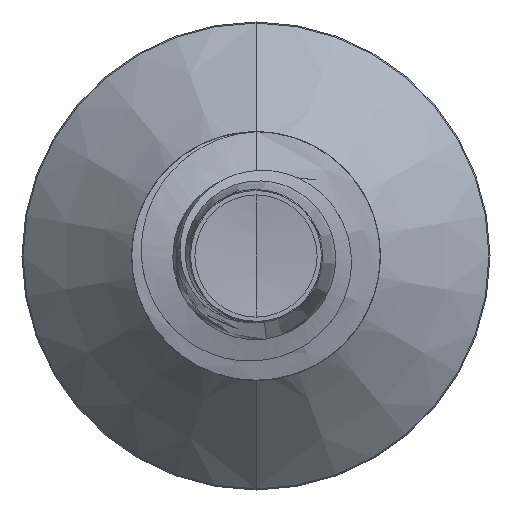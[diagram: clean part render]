
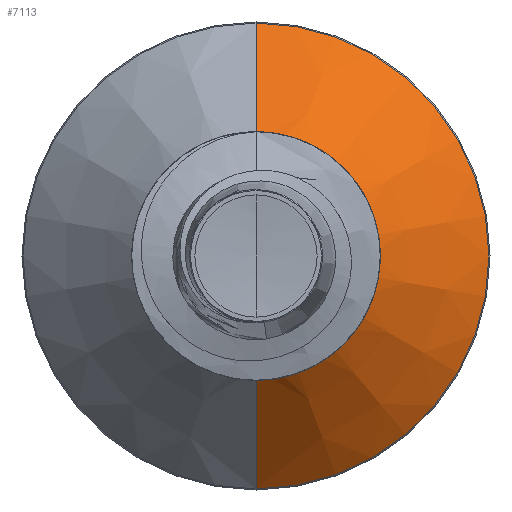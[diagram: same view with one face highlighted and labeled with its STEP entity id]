
A CAD part, front view. The second image highlights one B-rep face of the part: STEP entity #7113.
In plain terms, the highlighted conical face has half-angle 45 degrees and reference radius 2.744 mm.
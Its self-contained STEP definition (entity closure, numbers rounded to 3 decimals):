
#1016 = EDGE_CURVE ( 'NONE', #20231, #23141, #19552, .T. ) ;
#1983 = DIRECTION ( 'NONE',  ( 0., 1., 0. ) ) ;
#2381 = VERTEX_POINT ( 'NONE', #10916 ) ;
#6716 = FACE_OUTER_BOUND ( 'NONE', #11851, .T. ) ;
#7113 = ADVANCED_FACE ( 'NONE', ( #6716 ), #22116, .T. ) ;
#7301 = AXIS2_PLACEMENT_3D ( 'NONE', #10067, #1983, #11613 ) ;
#7674 = VECTOR ( 'NONE', #12383, 1000. ) ;
#8116 = CIRCLE ( 'NONE', #14720, 5.624 ) ;
#9087 = DIRECTION ( 'NONE',  ( 0., 0.707, -0.707 ) ) ;
#9901 = CARTESIAN_POINT ( 'NONE',  ( 0., 31.245, 2.745 ) ) ;
#10067 = CARTESIAN_POINT ( 'NONE',  ( 0., 31.245, 0. ) ) ;
#10916 = CARTESIAN_POINT ( 'NONE',  ( 0., 34.124, 5.624 ) ) ;
#11613 = DIRECTION ( 'NONE',  ( 0., 0., 1. ) ) ;
#11851 = EDGE_LOOP ( 'NONE', ( #20166, #28267, #19878, #12115 ) ) ;
#12115 = ORIENTED_EDGE ( 'NONE', *, *, #29232, .F. ) ;
#12383 = DIRECTION ( 'NONE',  ( 0., 0.707, 0.707 ) ) ;
#14509 = DIRECTION ( 'NONE',  ( 0., 1., 0. ) ) ;
#14528 = VECTOR ( 'NONE', #9087, 1000. ) ;
#14720 = AXIS2_PLACEMENT_3D ( 'NONE', #26917, #15388, #29164 ) ;
#15172 = LINE ( 'NONE', #16300, #14528 ) ;
#15388 = DIRECTION ( 'NONE',  ( 0., 1., 0. ) ) ;
#15493 = CARTESIAN_POINT ( 'NONE',  ( 0., 31.245, 0. ) ) ;
#15586 = DIRECTION ( 'NONE',  ( 0., 0., 1. ) ) ;
#16300 = CARTESIAN_POINT ( 'NONE',  ( 0., 31.245, -2.745 ) ) ;
#18300 = CARTESIAN_POINT ( 'NONE',  ( 0., 31.245, 2.745 ) ) ;
#19552 = CIRCLE ( 'NONE', #7301, 2.745 ) ;
#19613 = LINE ( 'NONE', #9901, #7674 ) ;
#19878 = ORIENTED_EDGE ( 'NONE', *, *, #26663, .F. ) ;
#19985 = EDGE_CURVE ( 'NONE', #23141, #21001, #15172, .T. ) ;
#20166 = ORIENTED_EDGE ( 'NONE', *, *, #1016, .T. ) ;
#20231 = VERTEX_POINT ( 'NONE', #18300 ) ;
#20614 = CARTESIAN_POINT ( 'NONE',  ( 0., 34.124, -5.624 ) ) ;
#21001 = VERTEX_POINT ( 'NONE', #20614 ) ;
#22116 = CONICAL_SURFACE ( 'NONE', #25061, 2.745, 0.785 ) ;
#23141 = VERTEX_POINT ( 'NONE', #25369 ) ;
#25061 = AXIS2_PLACEMENT_3D ( 'NONE', #15493, #14509, #15586 ) ;
#25369 = CARTESIAN_POINT ( 'NONE',  ( 0., 31.245, -2.745 ) ) ;
#26663 = EDGE_CURVE ( 'NONE', #2381, #21001, #8116, .T. ) ;
#26917 = CARTESIAN_POINT ( 'NONE',  ( 0., 34.124, 0. ) ) ;
#28267 = ORIENTED_EDGE ( 'NONE', *, *, #19985, .T. ) ;
#29164 = DIRECTION ( 'NONE',  ( 0., 0., 1. ) ) ;
#29232 = EDGE_CURVE ( 'NONE', #20231, #2381, #19613, .T. ) ;
